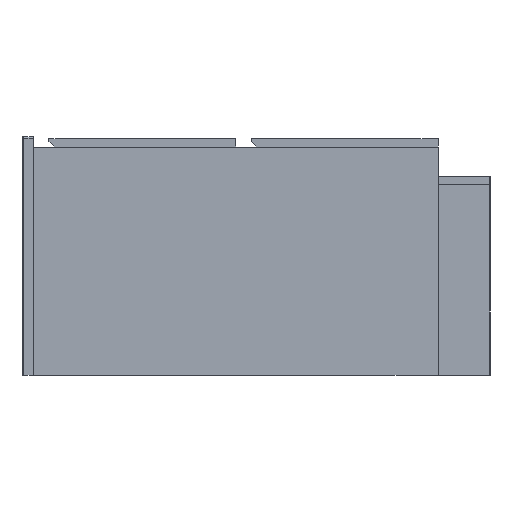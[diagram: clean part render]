
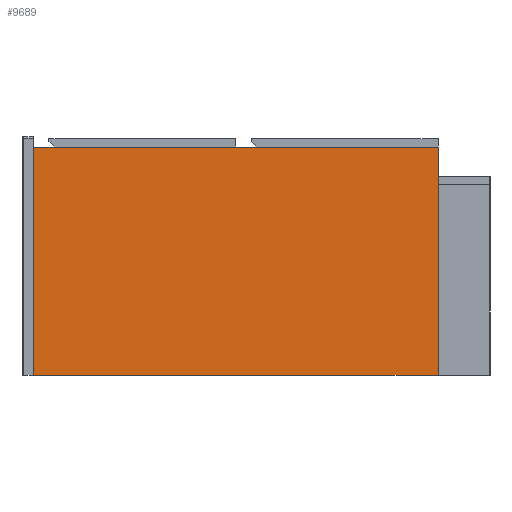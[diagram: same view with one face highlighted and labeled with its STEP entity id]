
A CAD part, left-side view. The second image highlights one B-rep face of the part: STEP entity #9689.
In plain terms, the highlighted planar face has unit normal (-1, 0, 0).
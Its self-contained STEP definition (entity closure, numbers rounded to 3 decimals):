
#9 = ORIENTED_EDGE ( 'NONE', *, *, #8080, .F. ) ;
#172 = ORIENTED_EDGE ( 'NONE', *, *, #3022, .T. ) ;
#305 = EDGE_CURVE ( 'NONE', #3842, #10862, #5007, .T. ) ;
#404 = CARTESIAN_POINT ( 'NONE',  ( -594., 390., 440. ) ) ;
#443 = CARTESIAN_POINT ( 'NONE',  ( -594., -390., 440. ) ) ;
#483 = FACE_OUTER_BOUND ( 'NONE', #5240, .T. ) ;
#943 = DIRECTION ( 'NONE',  ( 0., 0., -1. ) ) ;
#2448 = LINE ( 'NONE', #6163, #6891 ) ;
#2456 = VECTOR ( 'NONE', #10583, 1000. ) ;
#2480 = PLANE ( 'NONE',  #7661 ) ;
#3022 = EDGE_CURVE ( 'NONE', #3109, #10685, #2448, .T. ) ;
#3109 = VERTEX_POINT ( 'NONE', #4450 ) ;
#3790 = CARTESIAN_POINT ( 'NONE',  ( -594., -390., 0. ) ) ;
#3842 = VERTEX_POINT ( 'NONE', #8628 ) ;
#4127 = CARTESIAN_POINT ( 'NONE',  ( -594., -390., 440. ) ) ;
#4450 = CARTESIAN_POINT ( 'NONE',  ( -594., 390., 0. ) ) ;
#4524 = LINE ( 'NONE', #11080, #11812 ) ;
#4978 = EDGE_CURVE ( 'NONE', #3842, #3109, #11020, .T. ) ;
#5007 = LINE ( 'NONE', #6889, #2456 ) ;
#5143 = ORIENTED_EDGE ( 'NONE', *, *, #4978, .T. ) ;
#5240 = EDGE_LOOP ( 'NONE', ( #172, #9, #6436, #5143 ) ) ;
#6163 = CARTESIAN_POINT ( 'NONE',  ( -594., -390., 0. ) ) ;
#6436 = ORIENTED_EDGE ( 'NONE', *, *, #305, .F. ) ;
#6889 = CARTESIAN_POINT ( 'NONE',  ( -594., -390., 440. ) ) ;
#6891 = VECTOR ( 'NONE', #9056, 1000. ) ;
#7661 = AXIS2_PLACEMENT_3D ( 'NONE', #4127, #7890, #7834 ) ;
#7834 = DIRECTION ( 'NONE',  ( 0., 0., -1. ) ) ;
#7890 = DIRECTION ( 'NONE',  ( 1., 0., 0. ) ) ;
#8080 = EDGE_CURVE ( 'NONE', #10862, #10685, #4524, .T. ) ;
#8628 = CARTESIAN_POINT ( 'NONE',  ( -594., 390., 440. ) ) ;
#8661 = DIRECTION ( 'NONE',  ( 0., 0., -1. ) ) ;
#9056 = DIRECTION ( 'NONE',  ( 0., -1., 0. ) ) ;
#9689 = ADVANCED_FACE ( 'NONE', ( #483 ), #2480, .F. ) ;
#10583 = DIRECTION ( 'NONE',  ( 0., -1., 0. ) ) ;
#10685 = VERTEX_POINT ( 'NONE', #3790 ) ;
#10862 = VERTEX_POINT ( 'NONE', #443 ) ;
#11020 = LINE ( 'NONE', #404, #11499 ) ;
#11080 = CARTESIAN_POINT ( 'NONE',  ( -594., -390., 440. ) ) ;
#11499 = VECTOR ( 'NONE', #8661, 1000. ) ;
#11812 = VECTOR ( 'NONE', #943, 1000. ) ;
